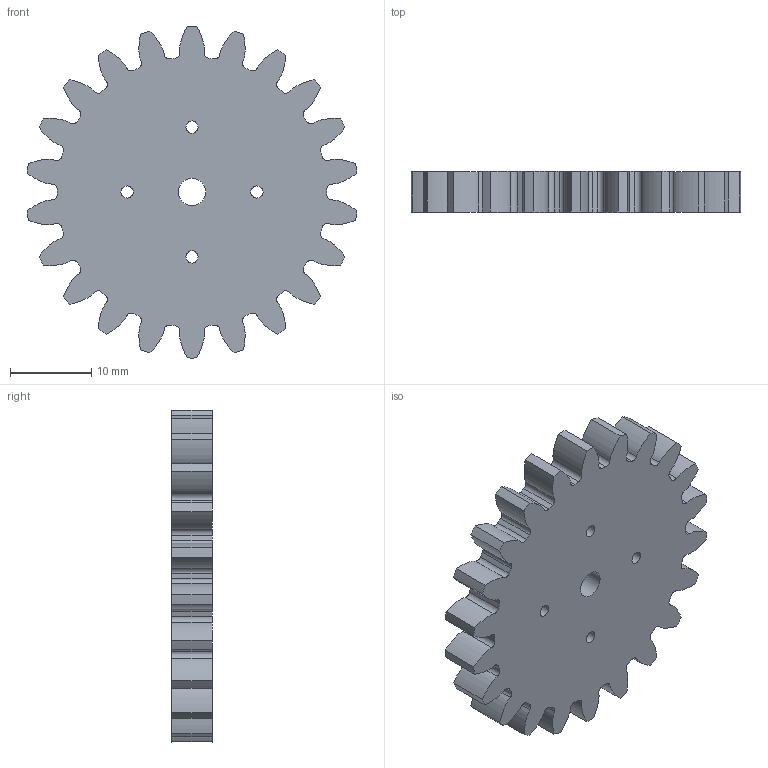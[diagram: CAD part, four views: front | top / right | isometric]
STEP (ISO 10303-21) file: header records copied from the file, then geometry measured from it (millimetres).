
FILE_DESCRIPTION(/* description */ ('STEP AP242','CAx-IF Rec.Pracs.---Representation and Presentation of Product Manufacturing Information (PMI)---4.0---2014-10-13','CAx-IF Rec.Pracs.---3D Tessellated Geometry---0.4---2014-09-14','2;1'),/* implementation_level */ '2;1');
FILE_NAME(/* name */ '68faf0dfddfb709123d6bb79',/* time_stamp */ '2025-10-24T03:22:08Z',/* author */ (''),/* organization */ (''),/* preprocessor_version */ 'ST-DEVELOPER v20',/* originating_system */ 'ONSHAPE BY PTC INC, 1.205',/* authorisation */ ' ');
FILE_SCHEMA (('AP242_MANAGED_MODEL_BASED_3D_ENGINEERING_MIM_LF { 1 0 10303 442 1 1 4 }'));
Length unit declared in the file: metre
Products named in the file (1): 010_gearservo
Bounding box: 40.65 x 5 x 40.91 mm (x, y, z)
Volume: 4515.1 mm3; surface area: 3551.1 mm2
Topology: 1 solids, 1 shells, 141 faces, 418 edges, 280 vertices
Faces by surface type: cylinder 94, bspline 44, plane 3
Full cylindrical faces by diameter (mm): 1.5 x4, 3.4 x1, 21 x1
Entity records: 6636 total; most frequent: CARTESIAN_POINT 2982, ORIENTED_EDGE 816, DIRECTION 704, EDGE_CURVE 408, AXIS2_PLACEMENT_3D 286, VERTEX_POINT 276, CIRCLE 188, EDGE_LOOP 158
